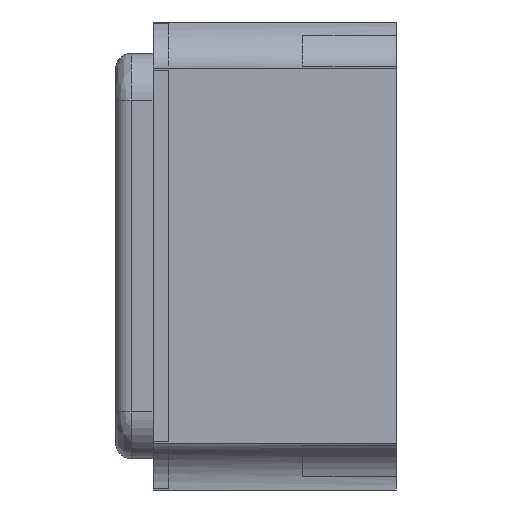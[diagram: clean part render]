
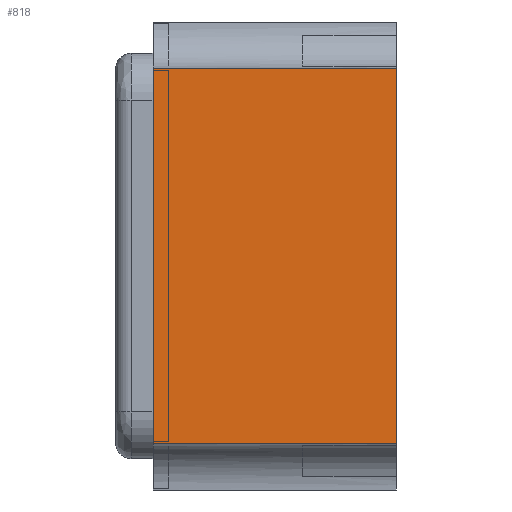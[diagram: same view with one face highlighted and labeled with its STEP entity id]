
A CAD part, left-side view. The second image highlights one B-rep face of the part: STEP entity #818.
In plain terms, the highlighted planar face has unit normal (-1, 0, 0).
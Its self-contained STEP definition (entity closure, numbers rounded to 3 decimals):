
#485 = CARTESIAN_POINT ( 'NONE',  ( -1.6, -3.534, -0.6 ) ) ;
#669 = EDGE_CURVE ( 'NONE', #2746, #2410, #1750, .T. ) ;
#818 = ADVANCED_FACE ( 'NONE', ( #2924 ), #1301, .T. ) ;
#825 = VECTOR ( 'NONE', #839, 1000. ) ;
#839 = DIRECTION ( 'NONE',  ( 0., 1., 0. ) ) ;
#915 = ORIENTED_EDGE ( 'NONE', *, *, #1793, .T. ) ;
#1066 = CARTESIAN_POINT ( 'NONE',  ( -1.6, 0., -0.6 ) ) ;
#1274 = CARTESIAN_POINT ( 'NONE',  ( -1.6, 0.78, 0.6 ) ) ;
#1301 = PLANE ( 'NONE',  #2301 ) ;
#1390 = CARTESIAN_POINT ( 'NONE',  ( -1.6, -3.534, 0.6 ) ) ;
#1450 = VECTOR ( 'NONE', #2588, 1000. ) ;
#1532 = DIRECTION ( 'NONE',  ( 0., 0., 1. ) ) ;
#1574 = EDGE_CURVE ( 'NONE', #2746, #3189, #3353, .T. ) ;
#1653 = EDGE_LOOP ( 'NONE', ( #2900, #2521, #2869, #915 ) ) ;
#1746 = CARTESIAN_POINT ( 'NONE',  ( -1.6, 0., 0.6 ) ) ;
#1750 = LINE ( 'NONE', #2012, #1450 ) ;
#1793 = EDGE_CURVE ( 'NONE', #1933, #3189, #2416, .T. ) ;
#1843 = CARTESIAN_POINT ( 'NONE',  ( -1.6, 0.78, -0.6 ) ) ;
#1933 = VERTEX_POINT ( 'NONE', #1746 ) ;
#2012 = CARTESIAN_POINT ( 'NONE',  ( -1.6, -3.534, -0.6 ) ) ;
#2136 = EDGE_CURVE ( 'NONE', #2410, #1933, #3126, .T. ) ;
#2301 = AXIS2_PLACEMENT_3D ( 'NONE', #485, #3473, #1532 ) ;
#2410 = VERTEX_POINT ( 'NONE', #1066 ) ;
#2416 = LINE ( 'NONE', #1390, #825 ) ;
#2521 = ORIENTED_EDGE ( 'NONE', *, *, #669, .T. ) ;
#2588 = DIRECTION ( 'NONE',  ( 0., -1., 0. ) ) ;
#2650 = VECTOR ( 'NONE', #2822, 1000. ) ;
#2746 = VERTEX_POINT ( 'NONE', #1843 ) ;
#2822 = DIRECTION ( 'NONE',  ( 0., 0., 1. ) ) ;
#2864 = DIRECTION ( 'NONE',  ( 0., 0., 1. ) ) ;
#2869 = ORIENTED_EDGE ( 'NONE', *, *, #2136, .T. ) ;
#2900 = ORIENTED_EDGE ( 'NONE', *, *, #1574, .F. ) ;
#2924 = FACE_OUTER_BOUND ( 'NONE', #1653, .T. ) ;
#3087 = CARTESIAN_POINT ( 'NONE',  ( -1.6, 0.78, -0.75 ) ) ;
#3126 = LINE ( 'NONE', #3168, #3445 ) ;
#3168 = CARTESIAN_POINT ( 'NONE',  ( -1.6, 0., -0.6 ) ) ;
#3189 = VERTEX_POINT ( 'NONE', #1274 ) ;
#3353 = LINE ( 'NONE', #3087, #2650 ) ;
#3445 = VECTOR ( 'NONE', #2864, 1000. ) ;
#3473 = DIRECTION ( 'NONE',  ( -1., 0., 0. ) ) ;
